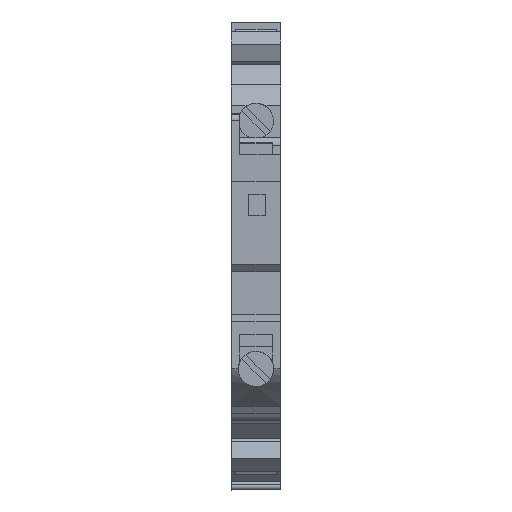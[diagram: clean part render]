
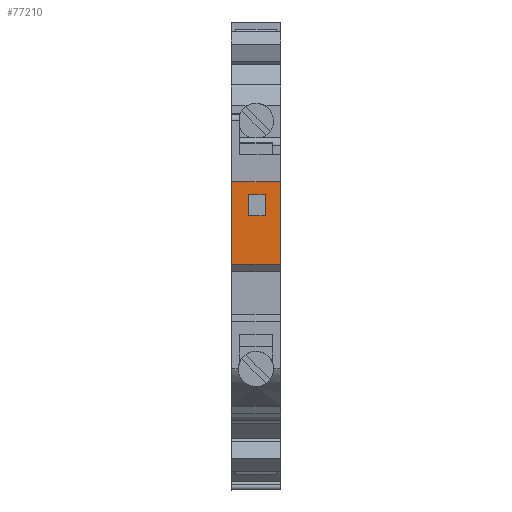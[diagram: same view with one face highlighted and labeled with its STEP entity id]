
A CAD part, top view. The second image highlights one B-rep face of the part: STEP entity #77210.
In plain terms, the highlighted face is planar.
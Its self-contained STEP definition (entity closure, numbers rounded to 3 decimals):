
#21200=CARTESIAN_POINT('',(38.142,59.927,
-5.75));
#21210=VERTEX_POINT('',#21200);
#21240=CARTESIAN_POINT('',(0.,55.244,-5.75));
#21250=DIRECTION('',(0.993,0.122,
0.));
#21260=VECTOR('',#21250,1.);
#21270=LINE('',#21240,#21260);
#21280=CARTESIAN_POINT('',(28.053,58.688,
-5.75));
#21290=VERTEX_POINT('',#21280);
#21300=EDGE_CURVE('',#21290,#21210,#21270,.T.);
#24350=CARTESIAN_POINT('',(0.,55.244,
-3.675));
#24360=DIRECTION('',(-0.993,-0.122,
0.));
#24370=VECTOR('',#24360,1.);
#24380=LINE('',#24350,#24370);
#24390=CARTESIAN_POINT('',(36.567,59.734,
-3.675));
#24400=VERTEX_POINT('',#24390);
#24410=CARTESIAN_POINT('',(33.986,59.417,
-3.675));
#24420=VERTEX_POINT('',#24410);
#24430=EDGE_CURVE('',#24400,#24420,#24380,.T.);
#29320=CARTESIAN_POINT('',(28.053,58.688,
0.3));
#29330=VERTEX_POINT('',#29320);
#29360=CARTESIAN_POINT('',(0.,55.244,0.3));
#29370=DIRECTION('',(-0.993,-0.122,
0.));
#29380=VECTOR('',#29370,1.);
#29390=LINE('',#29360,#29380);
#29400=CARTESIAN_POINT('',(38.142,59.927,
0.3));
#29410=VERTEX_POINT('',#29400);
#29420=EDGE_CURVE('',#29410,#29330,#29390,.T.);
#72390=CARTESIAN_POINT('',(28.053,58.688,0.));
#72400=DIRECTION('',(0.,0.,1.));
#72410=VECTOR('',#72400,1.);
#72420=LINE('',#72390,#72410);
#72430=EDGE_CURVE('',#21290,#29330,#72420,.T.);
#72610=CARTESIAN_POINT('',(38.142,59.927,0.));
#72620=DIRECTION('',(0.,0.,-1.));
#72630=VECTOR('',#72620,1.);
#72640=LINE('',#72610,#72630);
#72650=EDGE_CURVE('',#29410,#21210,#72640,.T.);
#75400=CARTESIAN_POINT('',(33.986,59.417,
-1.575));
#75410=VERTEX_POINT('',#75400);
#75440=CARTESIAN_POINT('',(33.986,59.417,
0.));
#75450=DIRECTION('',(0.,0.,1.));
#75460=VECTOR('',#75450,1.);
#75470=LINE('',#75440,#75460);
#75480=EDGE_CURVE('',#24420,#75410,#75470,.T.);
#75900=CARTESIAN_POINT('',(36.567,59.734,
-1.575));
#75910=VERTEX_POINT('',#75900);
#75940=CARTESIAN_POINT('',(0.,55.244,
-1.575));
#75950=DIRECTION('',(0.993,0.122,
0.));
#75960=VECTOR('',#75950,1.);
#75970=LINE('',#75940,#75960);
#75980=EDGE_CURVE('',#75410,#75910,#75970,.T.);
#76230=CARTESIAN_POINT('',(36.567,59.734,
0.));
#76240=DIRECTION('',(0.,0.,-1.));
#76250=VECTOR('',#76240,1.);
#76260=LINE('',#76230,#76250);
#76270=EDGE_CURVE('',#75910,#24400,#76260,.T.);
#77040=CARTESIAN_POINT('',(34.358,59.463,
0.35));
#77050=DIRECTION('',(0.122,-0.993,
0.));
#77060=DIRECTION('',(-0.993,-0.122,
0.));
#77070=AXIS2_PLACEMENT_3D('',#77040,#77050,#77060);
#77080=PLANE('',#77070);
#77090=ORIENTED_EDGE('',*,*,#76270,.F.);
#77100=ORIENTED_EDGE('',*,*,#24430,.F.);
#77110=ORIENTED_EDGE('',*,*,#75480,.F.);
#77120=ORIENTED_EDGE('',*,*,#75980,.F.);
#77130=EDGE_LOOP('',(#77120,#77110,#77100,#77090));
#77140=FACE_BOUND('',#77130,.T.);
#77150=ORIENTED_EDGE('',*,*,#72430,.T.);
#77160=ORIENTED_EDGE('',*,*,#21300,.F.);
#77170=ORIENTED_EDGE('',*,*,#72650,.T.);
#77180=ORIENTED_EDGE('',*,*,#29420,.F.);
#77190=EDGE_LOOP('',(#77180,#77170,#77160,#77150));
#77200=FACE_OUTER_BOUND('',#77190,.T.);
#77210=ADVANCED_FACE('',(#77140,#77200),#77080,.F.);
